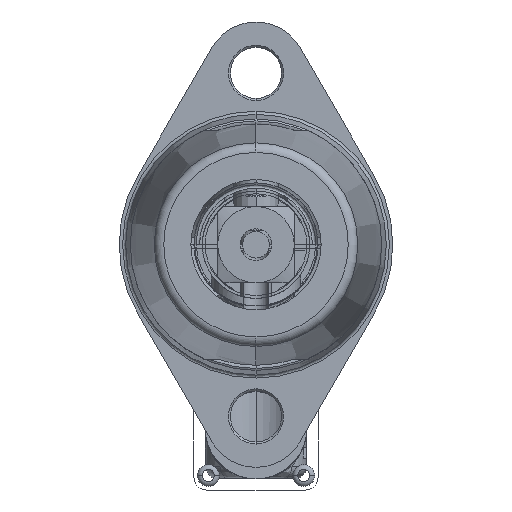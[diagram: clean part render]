
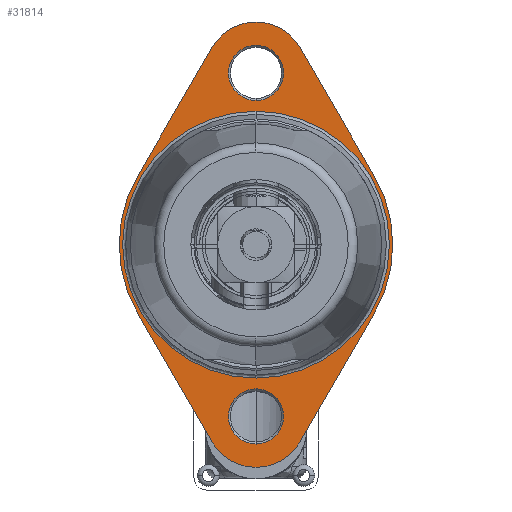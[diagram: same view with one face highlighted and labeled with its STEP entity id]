
A CAD part, left-side view. The second image highlights one B-rep face of the part: STEP entity #31814.
In plain terms, the highlighted planar face has unit normal (-1, 0, 0).
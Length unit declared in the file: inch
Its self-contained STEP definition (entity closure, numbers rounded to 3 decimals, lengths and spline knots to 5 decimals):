
#30734=CARTESIAN_POINT('',(-14.395,0.005,1.6875));
#30735=DIRECTION('',(-1.,0.,0.));
#30736=DIRECTION('',(0.,-0.866,0.5));
#30737=AXIS2_PLACEMENT_3D('',#30734,#30735,#30736);
#30739=DIRECTION('',(0.,0.5,0.866));
#30740=VECTOR('',#30739,1.46127);
#30741=CARTESIAN_POINT('',(-14.395,-1.15882,0.6722));
#30742=LINE('',#30741,#30740);
#30743=CARTESIAN_POINT('',(-14.395,0.005,0.));
#30744=DIRECTION('',(-1.,0.,0.));
#30745=DIRECTION('',(0.,-0.866,-0.5));
#30746=AXIS2_PLACEMENT_3D('',#30743,#30744,#30745);
#30748=DIRECTION('',(0.,-0.5,0.866));
#30749=VECTOR('',#30748,1.46127);
#30750=CARTESIAN_POINT('',(-14.395,-0.42797,-1.93757));
#30751=LINE('',#30750,#30749);
#30752=CARTESIAN_POINT('',(-14.395,0.005,-1.6875));
#30753=DIRECTION('',(-1.,0.,0.));
#30754=DIRECTION('',(0.,0.866,-0.5));
#30755=AXIS2_PLACEMENT_3D('',#30752,#30753,#30754);
#30757=DIRECTION('',(0.,-0.5,-0.866));
#30758=VECTOR('',#30757,1.46127);
#30759=CARTESIAN_POINT('',(-14.395,1.16882,-0.6722));
#30760=LINE('',#30759,#30758);
#30761=CARTESIAN_POINT('',(-14.395,0.005,0.));
#30762=DIRECTION('',(-1.,0.,0.));
#30763=DIRECTION('',(0.,0.866,0.5));
#30764=AXIS2_PLACEMENT_3D('',#30761,#30762,#30763);
#30766=DIRECTION('',(0.,0.5,-0.866));
#30767=VECTOR('',#30766,1.46127);
#30768=CARTESIAN_POINT('',(-14.395,0.43797,1.93757));
#30769=LINE('',#30768,#30767);
#30866=CARTESIAN_POINT('',(-14.395,0.005,-1.6875));
#30867=DIRECTION('',(1.,0.,0.));
#30868=DIRECTION('',(0.,0.,1.));
#30869=AXIS2_PLACEMENT_3D('',#30866,#30867,#30868);
#30876=CARTESIAN_POINT('',(-14.395,0.005,-1.6875));
#30877=DIRECTION('',(1.,0.,0.));
#30878=DIRECTION('',(0.,0.,-1.));
#30879=AXIS2_PLACEMENT_3D('',#30876,#30877,#30878);
#30894=CARTESIAN_POINT('',(-14.395,0.005,1.6875));
#30895=DIRECTION('',(-1.,0.,0.));
#30896=DIRECTION('',(0.,0.,-1.));
#30897=AXIS2_PLACEMENT_3D('',#30894,#30895,#30896);
#30904=CARTESIAN_POINT('',(-14.395,0.005,1.6875));
#30905=DIRECTION('',(-1.,0.,0.));
#30906=DIRECTION('',(0.,0.,1.));
#30907=AXIS2_PLACEMENT_3D('',#30904,#30905,#30906);
#30922=CARTESIAN_POINT('',(-14.395,0.005,0.));
#30923=DIRECTION('',(-1.,0.,0.));
#30924=DIRECTION('',(0.,0.,-1.));
#30925=AXIS2_PLACEMENT_3D('',#30922,#30923,#30924);
#30937=CARTESIAN_POINT('',(-14.395,0.005,0.));
#30938=DIRECTION('',(-1.,0.,0.));
#30939=DIRECTION('',(0.,0.,1.));
#30940=AXIS2_PLACEMENT_3D('',#30937,#30938,#30939);
#31153=CARTESIAN_POINT('',(-14.395,-0.42797,1.93757));
#31154=CARTESIAN_POINT('',(-14.395,0.43797,1.93757));
#31155=VERTEX_POINT('',#31153);
#31156=VERTEX_POINT('',#31154);
#31157=CARTESIAN_POINT('',(-14.395,1.16882,0.6722));
#31158=VERTEX_POINT('',#31157);
#31159=CARTESIAN_POINT('',(-14.395,1.16882,-0.6722));
#31160=VERTEX_POINT('',#31159);
#31161=CARTESIAN_POINT('',(-14.395,0.43797,-1.93757));
#31162=VERTEX_POINT('',#31161);
#31163=CARTESIAN_POINT('',(-14.395,-0.42797,-1.93757));
#31164=VERTEX_POINT('',#31163);
#31165=CARTESIAN_POINT('',(-14.395,-1.15882,-0.6722));
#31166=VERTEX_POINT('',#31165);
#31167=CARTESIAN_POINT('',(-14.395,-1.15882,0.6722));
#31168=VERTEX_POINT('',#31167);
#31185=CARTESIAN_POINT('',(-14.395,0.005,-1.4165));
#31186=CARTESIAN_POINT('',(-14.395,0.005,-1.9585));
#31187=VERTEX_POINT('',#31185);
#31188=VERTEX_POINT('',#31186);
#31193=CARTESIAN_POINT('',(-14.395,0.005,1.4165));
#31194=CARTESIAN_POINT('',(-14.395,0.005,1.9585));
#31195=VERTEX_POINT('',#31193);
#31196=VERTEX_POINT('',#31194);
#31209=CARTESIAN_POINT('',(-14.395,0.005,-1.3105));
#31210=CARTESIAN_POINT('',(-14.395,0.005,1.3105));
#31211=VERTEX_POINT('',#31209);
#31212=VERTEX_POINT('',#31210);
#31773=CARTESIAN_POINT('',(-14.395,0.005,0.));
#31774=DIRECTION('',(-1.,0.,0.));
#31775=DIRECTION('',(0.,-1.,0.));
#31776=AXIS2_PLACEMENT_3D('',#31773,#31774,#31775);
#31777=PLANE('',#31776);
#31779=ORIENTED_EDGE('',*,*,#31778,.F.);
#31781=ORIENTED_EDGE('',*,*,#31780,.F.);
#31783=ORIENTED_EDGE('',*,*,#31782,.F.);
#31785=ORIENTED_EDGE('',*,*,#31784,.F.);
#31787=ORIENTED_EDGE('',*,*,#31786,.F.);
#31789=ORIENTED_EDGE('',*,*,#31788,.F.);
#31791=ORIENTED_EDGE('',*,*,#31790,.F.);
#31793=ORIENTED_EDGE('',*,*,#31792,.F.);
#31794=EDGE_LOOP('',(#31779,#31781,#31783,#31785,#31787,#31789,#31791,#31793));
#31795=FACE_OUTER_BOUND('',#31794,.F.);
#31797=ORIENTED_EDGE('',*,*,#31796,.T.);
#31799=ORIENTED_EDGE('',*,*,#31798,.T.);
#31800=EDGE_LOOP('',(#31797,#31799));
#31801=FACE_BOUND('',#31800,.F.);
#31803=ORIENTED_EDGE('',*,*,#31802,.F.);
#31805=ORIENTED_EDGE('',*,*,#31804,.F.);
#31806=EDGE_LOOP('',(#31803,#31805));
#31807=FACE_BOUND('',#31806,.F.);
#31809=ORIENTED_EDGE('',*,*,#31808,.T.);
#31811=ORIENTED_EDGE('',*,*,#31810,.T.);
#31812=EDGE_LOOP('',(#31809,#31811));
#31813=FACE_BOUND('',#31812,.F.);
#31814=ADVANCED_FACE('',(#31795,#31801,#31807,#31813),#31777,.T.);
#30738=CIRCLE('',#30737,0.5);
#30747=CIRCLE('',#30746,1.344);
#30756=CIRCLE('',#30755,0.5);
#30765=CIRCLE('',#30764,1.344);
#30870=CIRCLE('',#30869,0.271);
#30880=CIRCLE('',#30879,0.271);
#30898=CIRCLE('',#30897,0.271);
#30908=CIRCLE('',#30907,0.271);
#30926=CIRCLE('',#30925,1.3105);
#30941=CIRCLE('',#30940,1.3105);
#31778=EDGE_CURVE('',#31155,#31156,#30738,.T.);
#31780=EDGE_CURVE('',#31168,#31155,#30742,.T.);
#31782=EDGE_CURVE('',#31166,#31168,#30747,.T.);
#31784=EDGE_CURVE('',#31164,#31166,#30751,.T.);
#31786=EDGE_CURVE('',#31162,#31164,#30756,.T.);
#31788=EDGE_CURVE('',#31160,#31162,#30760,.T.);
#31790=EDGE_CURVE('',#31158,#31160,#30765,.T.);
#31792=EDGE_CURVE('',#31156,#31158,#30769,.T.);
#31796=EDGE_CURVE('',#31195,#31196,#30898,.T.);
#31798=EDGE_CURVE('',#31196,#31195,#30908,.T.);
#31802=EDGE_CURVE('',#31187,#31188,#30870,.T.);
#31804=EDGE_CURVE('',#31188,#31187,#30880,.T.);
#31808=EDGE_CURVE('',#31211,#31212,#30926,.T.);
#31810=EDGE_CURVE('',#31212,#31211,#30941,.T.);
